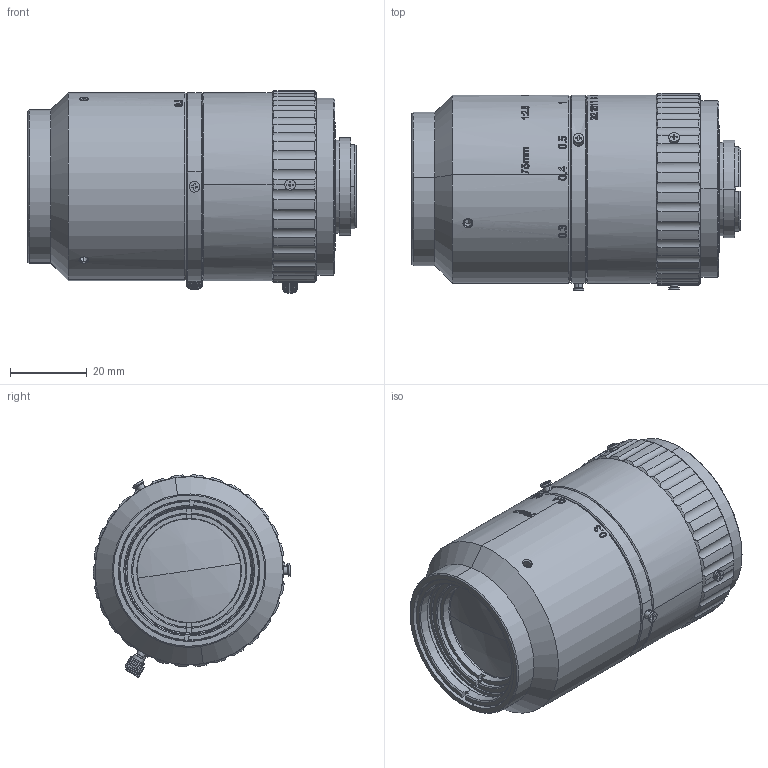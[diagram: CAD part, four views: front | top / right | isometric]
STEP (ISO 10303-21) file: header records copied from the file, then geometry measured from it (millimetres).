
FILE_DESCRIPTION (( 'STEP AP203' ), '1' );
FILE_NAME ('VA-LCM-12MP-100MM-F2.6-110.STEP', '2019-06-24T03:16:49', ( '微软用户' ), ( '微软中国' ), 'SwSTEP 2.0', 'SolidWorks 2014', '' );
FILE_SCHEMA (( 'CONFIG_CONTROL_DESIGN' ));
Length unit declared in the file: millimetre
Products named in the file (1): VA-LCM-12MP-100MM-F2.6-110
Bounding box: 85.5 x 51.5 x 52.73 mm (x, y, z)
Surface area: 23880.6 mm2 (no closed solid volume)
Topology: 0 solids, 28 shells, 736 faces, 2571 edges, 1785 vertices
Faces by surface type: plane 277, cylinder 188, bspline 149, cone 118, sphere 4
Entity records: 56626 total; most frequent: CARTESIAN_POINT 37089, ORIENTED_EDGE 4155, DIRECTION 3173, EDGE_CURVE 2571, VERTEX_POINT 1785, AXIS2_PLACEMENT_3D 1133, B_SPLINE_CURVE_WITH_KNOTS 1119, VECTOR 907
